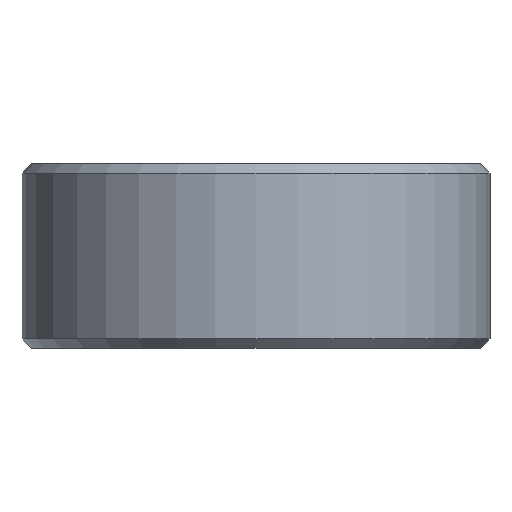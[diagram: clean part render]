
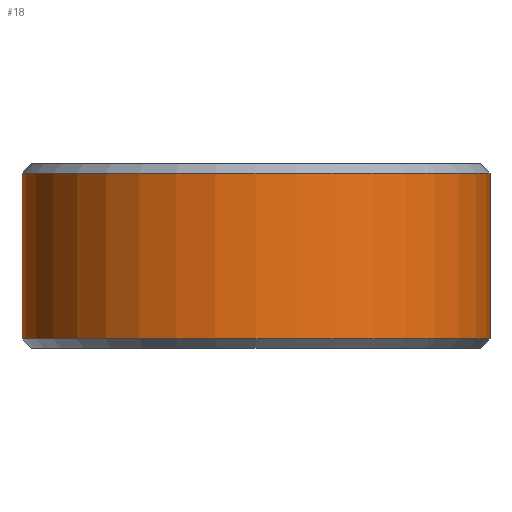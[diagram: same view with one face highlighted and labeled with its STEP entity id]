
A CAD part, front view. The second image highlights one B-rep face of the part: STEP entity #18.
In plain terms, the highlighted cylindrical face has radius 5 mm (diameter 10 mm), a partial arc.
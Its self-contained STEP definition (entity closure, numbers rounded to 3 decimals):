
#18 = ADVANCED_FACE ( 'NONE', ( #138 ), #130, .T. ) ;
#19 = EDGE_LOOP ( 'NONE', ( #20, #205, #207, #208 ) ) ;
#20 = ORIENTED_EDGE ( 'NONE', *, *, #216, .F. ) ;
#127 = DIRECTION ( 'NONE',  ( 1., 0., 0. ) ) ;
#128 = DIRECTION ( 'NONE',  ( 0., 0., 1. ) ) ;
#129 = AXIS2_PLACEMENT_3D ( 'NONE', #132, #128, #127 ) ;
#130 = CYLINDRICAL_SURFACE ( 'NONE', #129, 5. ) ;
#132 = CARTESIAN_POINT ( 'NONE',  ( 0., 0., 0. ) ) ;
#138 = FACE_OUTER_BOUND ( 'NONE', #19, .T. ) ;
#164 = VERTEX_POINT ( 'NONE', #424 ) ;
#205 = ORIENTED_EDGE ( 'NONE', *, *, #206, .T. ) ;
#206 = EDGE_CURVE ( 'NONE', #259, #262, #360, .T. ) ;
#207 = ORIENTED_EDGE ( 'NONE', *, *, #219, .T. ) ;
#208 = ORIENTED_EDGE ( 'NONE', *, *, #209, .T. ) ;
#209 = EDGE_CURVE ( 'NONE', #231, #164, #499, .T. ) ;
#216 = EDGE_CURVE ( 'NONE', #259, #164, #466, .T. ) ;
#219 = EDGE_CURVE ( 'NONE', #262, #231, #462, .T. ) ;
#231 = VERTEX_POINT ( 'NONE', #439 ) ;
#259 = VERTEX_POINT ( 'NONE', #714 ) ;
#262 = VERTEX_POINT ( 'NONE', #708 ) ;
#356 = DIRECTION ( 'NONE',  ( -1., 0., 0. ) ) ;
#357 = DIRECTION ( 'NONE',  ( 0., 0., 1. ) ) ;
#358 = CARTESIAN_POINT ( 'NONE',  ( 0., 0., 0.197 ) ) ;
#359 = AXIS2_PLACEMENT_3D ( 'NONE', #358, #357, #356 ) ;
#360 = CIRCLE ( 'NONE', #359, 5. ) ;
#424 = CARTESIAN_POINT ( 'NONE',  ( -5., 0., 3.743 ) ) ;
#439 = CARTESIAN_POINT ( 'NONE',  ( 5., 0., 3.743 ) ) ;
#459 = DIRECTION ( 'NONE',  ( 0., 0., 1. ) ) ;
#460 = VECTOR ( 'NONE', #459, 1000. ) ;
#461 = CARTESIAN_POINT ( 'NONE',  ( 5., 0., 0. ) ) ;
#462 = LINE ( 'NONE', #461, #460 ) ;
#463 = DIRECTION ( 'NONE',  ( 0., 0., 1. ) ) ;
#464 = VECTOR ( 'NONE', #463, 1000. ) ;
#465 = CARTESIAN_POINT ( 'NONE',  ( -5., 0., 0. ) ) ;
#466 = LINE ( 'NONE', #465, #464 ) ;
#495 = DIRECTION ( 'NONE',  ( -1., 0., 0. ) ) ;
#496 = DIRECTION ( 'NONE',  ( 0., 0., -1. ) ) ;
#497 = CARTESIAN_POINT ( 'NONE',  ( 0., 0., 3.743 ) ) ;
#498 = AXIS2_PLACEMENT_3D ( 'NONE', #497, #496, #495 ) ;
#499 = CIRCLE ( 'NONE', #498, 5. ) ;
#708 = CARTESIAN_POINT ( 'NONE',  ( 5., 0., 0.197 ) ) ;
#714 = CARTESIAN_POINT ( 'NONE',  ( -5., 0., 0.197 ) ) ;
